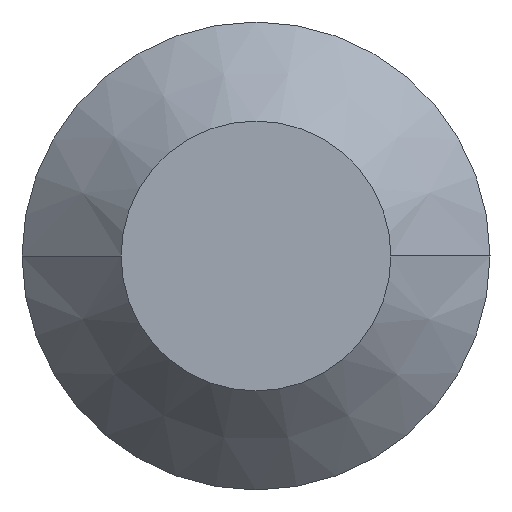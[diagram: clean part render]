
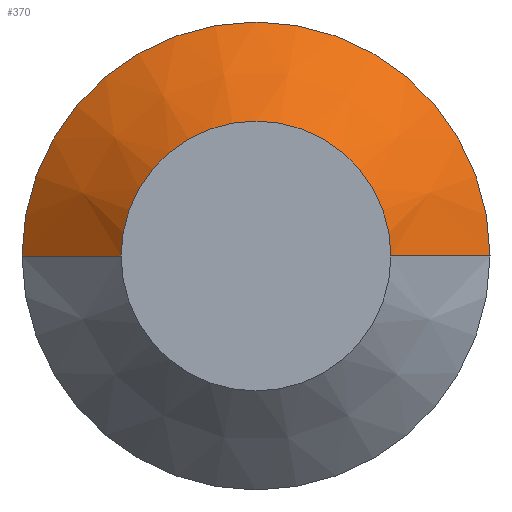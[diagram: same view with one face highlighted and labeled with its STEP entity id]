
A CAD part, left-side view. The second image highlights one B-rep face of the part: STEP entity #370.
In plain terms, the highlighted conical face has half-angle 45 degrees and reference radius 1.5 mm.
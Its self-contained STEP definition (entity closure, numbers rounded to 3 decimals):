
#8 = AXIS2_PLACEMENT_3D ( 'NONE', #405, #274, #408 ) ;
#17 = DIRECTION ( 'NONE',  ( 0.707, -0.707, 0. ) ) ;
#22 = CIRCLE ( 'NONE', #396, 0.865 ) ;
#40 = VECTOR ( 'NONE', #17, 1000. ) ;
#55 = DIRECTION ( 'NONE',  ( 1., 0., 0. ) ) ;
#57 = DIRECTION ( 'NONE',  ( 0., 1., 0. ) ) ;
#58 = CARTESIAN_POINT ( 'NONE',  ( 0.635, 1.5, 0. ) ) ;
#72 = ORIENTED_EDGE ( 'NONE', *, *, #397, .T. ) ;
#74 = DIRECTION ( 'NONE',  ( 0.707, 0.707, 0. ) ) ;
#87 = VERTEX_POINT ( 'NONE', #176 ) ;
#89 = CARTESIAN_POINT ( 'NONE',  ( 0.635, 0., 0. ) ) ;
#98 = ORIENTED_EDGE ( 'NONE', *, *, #399, .T. ) ;
#101 = ORIENTED_EDGE ( 'NONE', *, *, #103, .F. ) ;
#103 = EDGE_CURVE ( 'NONE', #164, #415, #317, .T. ) ;
#145 = CARTESIAN_POINT ( 'NONE',  ( 0., 0.865, 0. ) ) ;
#151 = ORIENTED_EDGE ( 'NONE', *, *, #328, .F. ) ;
#155 = CARTESIAN_POINT ( 'NONE',  ( 0.635, 1.5, 0. ) ) ;
#164 = VERTEX_POINT ( 'NONE', #145 ) ;
#167 = CIRCLE ( 'NONE', #8, 1.5 ) ;
#176 = CARTESIAN_POINT ( 'NONE',  ( 0., -0.865, 0. ) ) ;
#184 = CARTESIAN_POINT ( 'NONE',  ( 0.635, -1.5, 0. ) ) ;
#232 = VECTOR ( 'NONE', #74, 1000. ) ;
#254 = CARTESIAN_POINT ( 'NONE',  ( 0., 0., 0. ) ) ;
#268 = CONICAL_SURFACE ( 'NONE', #357, 1.5, 0.785 ) ;
#274 = DIRECTION ( 'NONE',  ( 1., 0., 0. ) ) ;
#275 = CARTESIAN_POINT ( 'NONE',  ( 0.635, -1.5, 0. ) ) ;
#279 = DIRECTION ( 'NONE',  ( 0., 1., 0. ) ) ;
#317 = LINE ( 'NONE', #58, #232 ) ;
#328 = EDGE_CURVE ( 'NONE', #415, #330, #167, .T. ) ;
#330 = VERTEX_POINT ( 'NONE', #275 ) ;
#357 = AXIS2_PLACEMENT_3D ( 'NONE', #89, #55, #57 ) ;
#361 = EDGE_LOOP ( 'NONE', ( #98, #72, #151, #101 ) ) ;
#370 = ADVANCED_FACE ( 'NONE', ( #391 ), #268, .T. ) ;
#381 = LINE ( 'NONE', #184, #40 ) ;
#391 = FACE_OUTER_BOUND ( 'NONE', #361, .T. ) ;
#396 = AXIS2_PLACEMENT_3D ( 'NONE', #254, #412, #279 ) ;
#397 = EDGE_CURVE ( 'NONE', #87, #330, #381, .T. ) ;
#399 = EDGE_CURVE ( 'NONE', #164, #87, #22, .T. ) ;
#405 = CARTESIAN_POINT ( 'NONE',  ( 0.635, 0., 0. ) ) ;
#408 = DIRECTION ( 'NONE',  ( 0., 1., 0. ) ) ;
#412 = DIRECTION ( 'NONE',  ( 1., 0., 0. ) ) ;
#415 = VERTEX_POINT ( 'NONE', #155 ) ;
